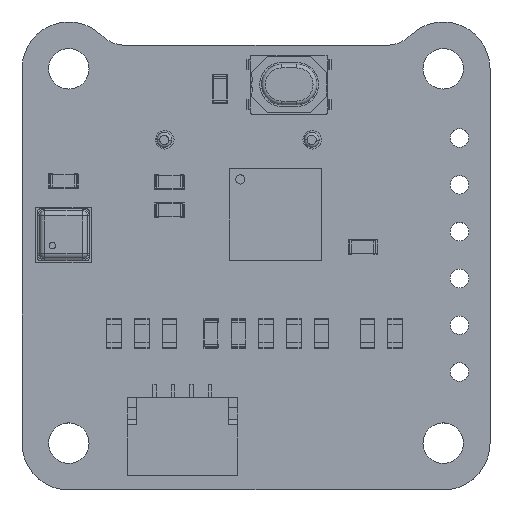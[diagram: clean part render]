
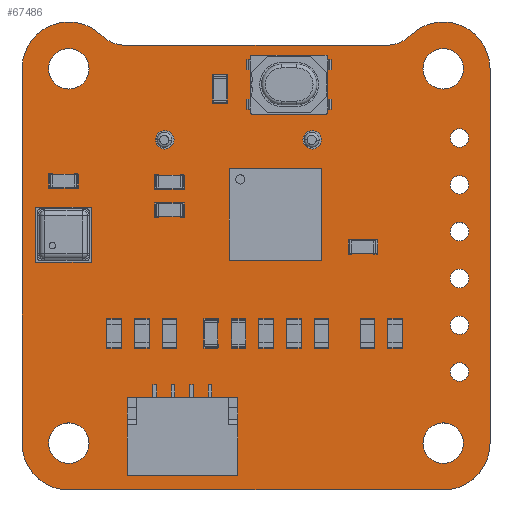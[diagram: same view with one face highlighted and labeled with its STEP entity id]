
A CAD part, top view. The second image highlights one B-rep face of the part: STEP entity #67486.
In plain terms, the highlighted planar face has unit normal (0, 0, 1).
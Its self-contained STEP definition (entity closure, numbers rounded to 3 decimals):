
#67186 = VERTEX_POINT('',#67187);
#67187 = CARTESIAN_POINT('',(21.064,24.656,1.6));
#67193 = EDGE_CURVE('',#67186,#67194,#67196,.T.);
#67194 = VERTEX_POINT('',#67195);
#67195 = CARTESIAN_POINT('',(25.4,22.86,1.6));
#67196 = CIRCLE('',#67197,2.54);
#67197 = AXIS2_PLACEMENT_3D('',#67198,#67199,#67200);
#67198 = CARTESIAN_POINT('',(22.86,22.86,1.6));
#67199 = DIRECTION('',(0.,0.,-1.));
#67200 = DIRECTION('',(-0.707,0.707,0.));
#67228 = VERTEX_POINT('',#67229);
#67229 = CARTESIAN_POINT('',(19.812,24.137,1.6));
#67235 = EDGE_CURVE('',#67228,#67186,#67236,.T.);
#67236 = CIRCLE('',#67237,1.771);
#67237 = AXIS2_PLACEMENT_3D('',#67238,#67239,#67240);
#67238 = CARTESIAN_POINT('',(19.812,25.908,1.6));
#67239 = DIRECTION('',(0.,0.,1.));
#67240 = DIRECTION('',(0.,-1.,0.));
#67259 = EDGE_CURVE('',#67194,#67260,#67262,.T.);
#67260 = VERTEX_POINT('',#67261);
#67261 = CARTESIAN_POINT('',(25.4,2.54,1.6));
#67262 = LINE('',#67263,#67264);
#67263 = CARTESIAN_POINT('',(25.4,22.86,1.6));
#67264 = VECTOR('',#67265,1.);
#67265 = DIRECTION('',(0.,-1.,0.));
#67486 = ADVANCED_FACE('',(#67487,#67550,#67561,#67572,#67583,#67594,
    #67605,#67616,#67627,#67638,#67649,#67660,#67671),#67682,.T.);
#67487 = FACE_BOUND('',#67488,.T.);
#67488 = EDGE_LOOP('',(#67489,#67490,#67491,#67499,#67508,#67517,#67525,
    #67534,#67542,#67549));
#67489 = ORIENTED_EDGE('',*,*,#67193,.F.);
#67490 = ORIENTED_EDGE('',*,*,#67235,.F.);
#67491 = ORIENTED_EDGE('',*,*,#67492,.F.);
#67492 = EDGE_CURVE('',#67493,#67228,#67495,.T.);
#67493 = VERTEX_POINT('',#67494);
#67494 = CARTESIAN_POINT('',(5.588,24.137,1.6));
#67495 = LINE('',#67496,#67497);
#67496 = CARTESIAN_POINT('',(5.588,24.137,1.6));
#67497 = VECTOR('',#67498,1.);
#67498 = DIRECTION('',(1.,0.,0.));
#67499 = ORIENTED_EDGE('',*,*,#67500,.F.);
#67500 = EDGE_CURVE('',#67501,#67493,#67503,.T.);
#67501 = VERTEX_POINT('',#67502);
#67502 = CARTESIAN_POINT('',(4.336,24.656,1.6));
#67503 = CIRCLE('',#67504,1.771);
#67504 = AXIS2_PLACEMENT_3D('',#67505,#67506,#67507);
#67505 = CARTESIAN_POINT('',(5.588,25.908,1.6));
#67506 = DIRECTION('',(0.,0.,1.));
#67507 = DIRECTION('',(-0.707,-0.707,0.));
#67508 = ORIENTED_EDGE('',*,*,#67509,.F.);
#67509 = EDGE_CURVE('',#67510,#67501,#67512,.T.);
#67510 = VERTEX_POINT('',#67511);
#67511 = CARTESIAN_POINT('',(0.,22.86,1.6));
#67512 = CIRCLE('',#67513,2.54);
#67513 = AXIS2_PLACEMENT_3D('',#67514,#67515,#67516);
#67514 = CARTESIAN_POINT('',(2.54,22.86,1.6));
#67515 = DIRECTION('',(0.,0.,-1.));
#67516 = DIRECTION('',(-1.,0.,-0.));
#67517 = ORIENTED_EDGE('',*,*,#67518,.F.);
#67518 = EDGE_CURVE('',#67519,#67510,#67521,.T.);
#67519 = VERTEX_POINT('',#67520);
#67520 = CARTESIAN_POINT('',(0.,2.54,1.6));
#67521 = LINE('',#67522,#67523);
#67522 = CARTESIAN_POINT('',(0.,2.54,1.6));
#67523 = VECTOR('',#67524,1.);
#67524 = DIRECTION('',(0.,1.,0.));
#67525 = ORIENTED_EDGE('',*,*,#67526,.F.);
#67526 = EDGE_CURVE('',#67527,#67519,#67529,.T.);
#67527 = VERTEX_POINT('',#67528);
#67528 = CARTESIAN_POINT('',(2.54,0.,1.6));
#67529 = CIRCLE('',#67530,2.54);
#67530 = AXIS2_PLACEMENT_3D('',#67531,#67532,#67533);
#67531 = CARTESIAN_POINT('',(2.54,2.54,1.6));
#67532 = DIRECTION('',(0.,0.,-1.));
#67533 = DIRECTION('',(0.,-1.,-0.));
#67534 = ORIENTED_EDGE('',*,*,#67535,.F.);
#67535 = EDGE_CURVE('',#67536,#67527,#67538,.T.);
#67536 = VERTEX_POINT('',#67537);
#67537 = CARTESIAN_POINT('',(22.86,0.,1.6));
#67538 = LINE('',#67539,#67540);
#67539 = CARTESIAN_POINT('',(22.86,0.,1.6));
#67540 = VECTOR('',#67541,1.);
#67541 = DIRECTION('',(-1.,0.,0.));
#67542 = ORIENTED_EDGE('',*,*,#67543,.F.);
#67543 = EDGE_CURVE('',#67260,#67536,#67544,.T.);
#67544 = CIRCLE('',#67545,2.54);
#67545 = AXIS2_PLACEMENT_3D('',#67546,#67547,#67548);
#67546 = CARTESIAN_POINT('',(22.86,2.54,1.6));
#67547 = DIRECTION('',(0.,0.,-1.));
#67548 = DIRECTION('',(1.,0.,0.));
#67549 = ORIENTED_EDGE('',*,*,#67259,.F.);
#67550 = FACE_BOUND('',#67551,.T.);
#67551 = EDGE_LOOP('',(#67552));
#67552 = ORIENTED_EDGE('',*,*,#67553,.T.);
#67553 = EDGE_CURVE('',#67554,#67554,#67556,.T.);
#67554 = VERTEX_POINT('',#67555);
#67555 = CARTESIAN_POINT('',(2.54,1.44,1.6));
#67556 = CIRCLE('',#67557,1.1);
#67557 = AXIS2_PLACEMENT_3D('',#67558,#67559,#67560);
#67558 = CARTESIAN_POINT('',(2.54,2.54,1.6));
#67559 = DIRECTION('',(-0.,0.,-1.));
#67560 = DIRECTION('',(-0.,-1.,0.));
#67561 = FACE_BOUND('',#67562,.T.);
#67562 = EDGE_LOOP('',(#67563));
#67563 = ORIENTED_EDGE('',*,*,#67564,.T.);
#67564 = EDGE_CURVE('',#67565,#67565,#67567,.T.);
#67565 = VERTEX_POINT('',#67566);
#67566 = CARTESIAN_POINT('',(22.86,1.44,1.6));
#67567 = CIRCLE('',#67568,1.1);
#67568 = AXIS2_PLACEMENT_3D('',#67569,#67570,#67571);
#67569 = CARTESIAN_POINT('',(22.86,2.54,1.6));
#67570 = DIRECTION('',(-0.,0.,-1.));
#67571 = DIRECTION('',(-0.,-1.,0.));
#67572 = FACE_BOUND('',#67573,.T.);
#67573 = EDGE_LOOP('',(#67574));
#67574 = ORIENTED_EDGE('',*,*,#67575,.T.);
#67575 = EDGE_CURVE('',#67576,#67576,#67578,.T.);
#67576 = VERTEX_POINT('',#67577);
#67577 = CARTESIAN_POINT('',(23.75,5.9,1.6));
#67578 = CIRCLE('',#67579,0.5);
#67579 = AXIS2_PLACEMENT_3D('',#67580,#67581,#67582);
#67580 = CARTESIAN_POINT('',(23.75,6.4,1.6));
#67581 = DIRECTION('',(-0.,0.,-1.));
#67582 = DIRECTION('',(-0.,-1.,0.));
#67583 = FACE_BOUND('',#67584,.T.);
#67584 = EDGE_LOOP('',(#67585));
#67585 = ORIENTED_EDGE('',*,*,#67586,.T.);
#67586 = EDGE_CURVE('',#67587,#67587,#67589,.T.);
#67587 = VERTEX_POINT('',#67588);
#67588 = CARTESIAN_POINT('',(23.75,8.44,1.6));
#67589 = CIRCLE('',#67590,0.5);
#67590 = AXIS2_PLACEMENT_3D('',#67591,#67592,#67593);
#67591 = CARTESIAN_POINT('',(23.75,8.94,1.6));
#67592 = DIRECTION('',(-0.,0.,-1.));
#67593 = DIRECTION('',(-0.,-1.,0.));
#67594 = FACE_BOUND('',#67595,.T.);
#67595 = EDGE_LOOP('',(#67596));
#67596 = ORIENTED_EDGE('',*,*,#67597,.T.);
#67597 = EDGE_CURVE('',#67598,#67598,#67600,.T.);
#67598 = VERTEX_POINT('',#67599);
#67599 = CARTESIAN_POINT('',(23.75,10.98,1.6));
#67600 = CIRCLE('',#67601,0.5);
#67601 = AXIS2_PLACEMENT_3D('',#67602,#67603,#67604);
#67602 = CARTESIAN_POINT('',(23.75,11.48,1.6));
#67603 = DIRECTION('',(-0.,0.,-1.));
#67604 = DIRECTION('',(-0.,-1.,0.));
#67605 = FACE_BOUND('',#67606,.T.);
#67606 = EDGE_LOOP('',(#67607));
#67607 = ORIENTED_EDGE('',*,*,#67608,.T.);
#67608 = EDGE_CURVE('',#67609,#67609,#67611,.T.);
#67609 = VERTEX_POINT('',#67610);
#67610 = CARTESIAN_POINT('',(2.54,21.76,1.6));
#67611 = CIRCLE('',#67612,1.1);
#67612 = AXIS2_PLACEMENT_3D('',#67613,#67614,#67615);
#67613 = CARTESIAN_POINT('',(2.54,22.86,1.6));
#67614 = DIRECTION('',(-0.,0.,-1.));
#67615 = DIRECTION('',(-0.,-1.,0.));
#67616 = FACE_BOUND('',#67617,.T.);
#67617 = EDGE_LOOP('',(#67618));
#67618 = ORIENTED_EDGE('',*,*,#67619,.T.);
#67619 = EDGE_CURVE('',#67620,#67620,#67622,.T.);
#67620 = VERTEX_POINT('',#67621);
#67621 = CARTESIAN_POINT('',(7.75,18.5,1.6));
#67622 = CIRCLE('',#67623,0.5);
#67623 = AXIS2_PLACEMENT_3D('',#67624,#67625,#67626);
#67624 = CARTESIAN_POINT('',(7.75,19.,1.6));
#67625 = DIRECTION('',(-0.,0.,-1.));
#67626 = DIRECTION('',(-0.,-1.,0.));
#67627 = FACE_BOUND('',#67628,.T.);
#67628 = EDGE_LOOP('',(#67629));
#67629 = ORIENTED_EDGE('',*,*,#67630,.T.);
#67630 = EDGE_CURVE('',#67631,#67631,#67633,.T.);
#67631 = VERTEX_POINT('',#67632);
#67632 = CARTESIAN_POINT('',(23.75,13.52,1.6));
#67633 = CIRCLE('',#67634,0.5);
#67634 = AXIS2_PLACEMENT_3D('',#67635,#67636,#67637);
#67635 = CARTESIAN_POINT('',(23.75,14.02,1.6));
#67636 = DIRECTION('',(-0.,0.,-1.));
#67637 = DIRECTION('',(-0.,-1.,0.));
#67638 = FACE_BOUND('',#67639,.T.);
#67639 = EDGE_LOOP('',(#67640));
#67640 = ORIENTED_EDGE('',*,*,#67641,.T.);
#67641 = EDGE_CURVE('',#67642,#67642,#67644,.T.);
#67642 = VERTEX_POINT('',#67643);
#67643 = CARTESIAN_POINT('',(23.75,16.06,1.6));
#67644 = CIRCLE('',#67645,0.5);
#67645 = AXIS2_PLACEMENT_3D('',#67646,#67647,#67648);
#67646 = CARTESIAN_POINT('',(23.75,16.56,1.6));
#67647 = DIRECTION('',(-0.,0.,-1.));
#67648 = DIRECTION('',(-0.,-1.,0.));
#67649 = FACE_BOUND('',#67650,.T.);
#67650 = EDGE_LOOP('',(#67651));
#67651 = ORIENTED_EDGE('',*,*,#67652,.T.);
#67652 = EDGE_CURVE('',#67653,#67653,#67655,.T.);
#67653 = VERTEX_POINT('',#67654);
#67654 = CARTESIAN_POINT('',(15.75,18.5,1.6));
#67655 = CIRCLE('',#67656,0.5);
#67656 = AXIS2_PLACEMENT_3D('',#67657,#67658,#67659);
#67657 = CARTESIAN_POINT('',(15.75,19.,1.6));
#67658 = DIRECTION('',(-0.,0.,-1.));
#67659 = DIRECTION('',(-0.,-1.,0.));
#67660 = FACE_BOUND('',#67661,.T.);
#67661 = EDGE_LOOP('',(#67662));
#67662 = ORIENTED_EDGE('',*,*,#67663,.T.);
#67663 = EDGE_CURVE('',#67664,#67664,#67666,.T.);
#67664 = VERTEX_POINT('',#67665);
#67665 = CARTESIAN_POINT('',(23.75,18.6,1.6));
#67666 = CIRCLE('',#67667,0.5);
#67667 = AXIS2_PLACEMENT_3D('',#67668,#67669,#67670);
#67668 = CARTESIAN_POINT('',(23.75,19.1,1.6));
#67669 = DIRECTION('',(-0.,0.,-1.));
#67670 = DIRECTION('',(-0.,-1.,0.));
#67671 = FACE_BOUND('',#67672,.T.);
#67672 = EDGE_LOOP('',(#67673));
#67673 = ORIENTED_EDGE('',*,*,#67674,.T.);
#67674 = EDGE_CURVE('',#67675,#67675,#67677,.T.);
#67675 = VERTEX_POINT('',#67676);
#67676 = CARTESIAN_POINT('',(22.86,21.76,1.6));
#67677 = CIRCLE('',#67678,1.1);
#67678 = AXIS2_PLACEMENT_3D('',#67679,#67680,#67681);
#67679 = CARTESIAN_POINT('',(22.86,22.86,1.6));
#67680 = DIRECTION('',(-0.,0.,-1.));
#67681 = DIRECTION('',(-0.,-1.,0.));
#67682 = PLANE('',#67683);
#67683 = AXIS2_PLACEMENT_3D('',#67684,#67685,#67686);
#67684 = CARTESIAN_POINT('',(0.,0.,1.6));
#67685 = DIRECTION('',(0.,0.,1.));
#67686 = DIRECTION('',(1.,0.,-0.));
